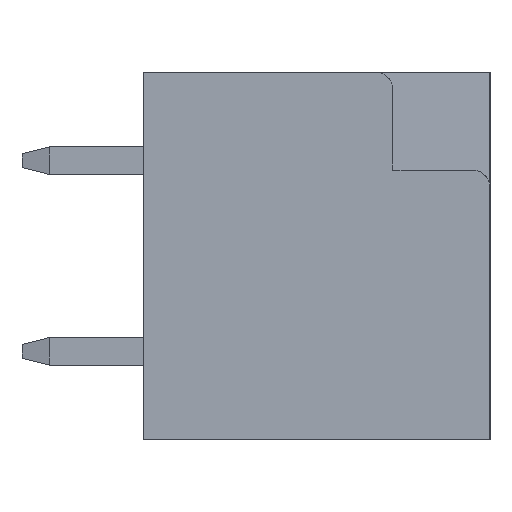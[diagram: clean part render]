
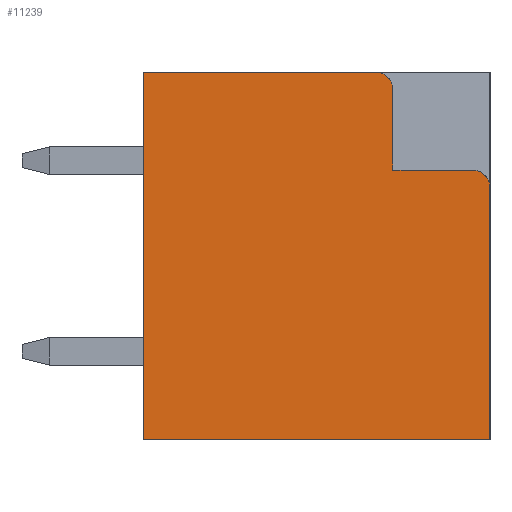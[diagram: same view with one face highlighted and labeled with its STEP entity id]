
A CAD part, left-side view. The second image highlights one B-rep face of the part: STEP entity #11239.
In plain terms, the highlighted planar face has unit normal (-1, 0, 0).
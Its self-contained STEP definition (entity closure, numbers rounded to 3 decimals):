
#555=CIRCLE('',#12135,0.5);
#556=CIRCLE('',#12136,0.5);
#2967=ORIENTED_EDGE('',*,*,#4838,.F.);
#2968=ORIENTED_EDGE('',*,*,#5021,.T.);
#2969=ORIENTED_EDGE('',*,*,#5022,.T.);
#2970=ORIENTED_EDGE('',*,*,#5023,.T.);
#2971=ORIENTED_EDGE('',*,*,#5024,.T.);
#2972=ORIENTED_EDGE('',*,*,#3889,.F.);
#2973=ORIENTED_EDGE('',*,*,#3956,.F.);
#2974=ORIENTED_EDGE('',*,*,#3820,.F.);
#3820=EDGE_CURVE('',#5404,#5405,#6421,.T.);
#3889=EDGE_CURVE('',#5472,#5473,#6487,.T.);
#3956=EDGE_CURVE('',#5405,#5472,#6549,.T.);
#4838=EDGE_CURVE('',#6095,#5404,#7230,.T.);
#5021=EDGE_CURVE('',#6095,#6189,#555,.F.);
#5022=EDGE_CURVE('',#6189,#6190,#7376,.T.);
#5023=EDGE_CURVE('',#6190,#6191,#7377,.T.);
#5024=EDGE_CURVE('',#6191,#5473,#556,.F.);
#5404=VERTEX_POINT('',#15593);
#5405=VERTEX_POINT('',#15595);
#5472=VERTEX_POINT('',#15731);
#5473=VERTEX_POINT('',#15733);
#6095=VERTEX_POINT('',#17695);
#6189=VERTEX_POINT('',#18076);
#6190=VERTEX_POINT('',#18078);
#6191=VERTEX_POINT('',#18080);
#6421=LINE('',#15594,#7697);
#6487=LINE('',#15732,#7763);
#6549=LINE('',#15867,#7825);
#7230=LINE('',#17696,#8506);
#7376=LINE('',#18077,#8652);
#7377=LINE('',#18079,#8653);
#7697=VECTOR('',#12431,1000.);
#7763=VECTOR('',#12505,1000.);
#7825=VECTOR('',#12605,1000.);
#8506=VECTOR('',#14364,1000.);
#8652=VECTOR('',#14776,1000.);
#8653=VECTOR('',#14777,1000.);
#9472=EDGE_LOOP('',(#2967,#2968,#2969,#2970,#2971,#2972,#2973,#2974));
#10185=FACE_BOUND('',#9472,.T.);
#10654=PLANE('',#12134);
#11239=ADVANCED_FACE('',(#10185),#10654,.F.);
#12134=AXIS2_PLACEMENT_3D('',#18074,#14772,#14773);
#12135=AXIS2_PLACEMENT_3D('',#18075,#14774,#14775);
#12136=AXIS2_PLACEMENT_3D('',#18081,#14778,#14779);
#12431=DIRECTION('',(0.,1.,0.));
#12505=DIRECTION('',(0.,-1.,0.));
#12605=DIRECTION('',(0.,0.,1.));
#14364=DIRECTION('',(0.,0.,-1.));
#14772=DIRECTION('',(1.,0.,0.));
#14773=DIRECTION('',(0.,0.,-1.));
#14774=DIRECTION('',(1.,0.,0.));
#14775=DIRECTION('',(0.,0.,-1.));
#14776=DIRECTION('',(0.,1.,0.));
#14777=DIRECTION('',(0.,0.,1.));
#14778=DIRECTION('',(1.,0.,0.));
#14779=DIRECTION('',(0.,0.,-1.));
#15593=CARTESIAN_POINT('',(-14.,-5.,-5.3));
#15594=CARTESIAN_POINT('',(-14.,-5.,-5.3));
#15595=CARTESIAN_POINT('',(-14.,5.,-5.3));
#15731=CARTESIAN_POINT('',(-14.,5.,5.3));
#15732=CARTESIAN_POINT('',(-14.,5.,5.3));
#15733=CARTESIAN_POINT('',(-14.,-1.7,5.3));
#15867=CARTESIAN_POINT('',(-14.,5.,-5.3));
#17695=CARTESIAN_POINT('',(-14.,-5.,1.98));
#17696=CARTESIAN_POINT('',(-14.,-5.,5.3));
#18074=CARTESIAN_POINT('',(-14.,0.,0.));
#18075=CARTESIAN_POINT('',(-14.,-4.5,1.98));
#18076=CARTESIAN_POINT('',(-14.,-4.5,2.48));
#18077=CARTESIAN_POINT('',(-14.,-5.,2.48));
#18078=CARTESIAN_POINT('',(-14.,-2.2,2.48));
#18079=CARTESIAN_POINT('',(-14.,-2.2,2.48));
#18080=CARTESIAN_POINT('',(-14.,-2.2,4.8));
#18081=CARTESIAN_POINT('',(-14.,-1.7,4.8));
